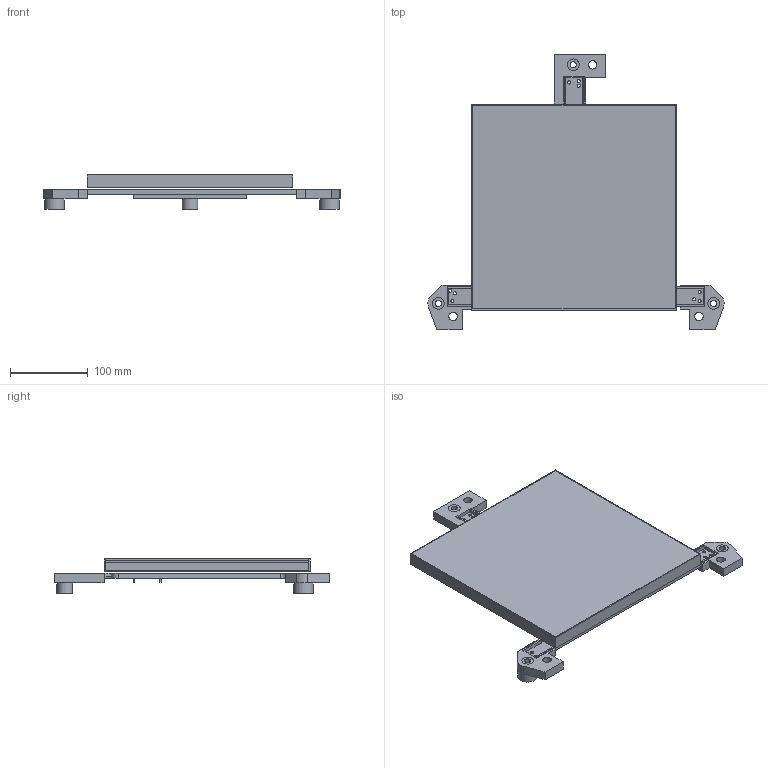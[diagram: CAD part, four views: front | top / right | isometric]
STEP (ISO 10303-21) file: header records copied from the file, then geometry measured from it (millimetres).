
FILE_DESCRIPTION(/* description */ (''),/* implementation_level */ '2;1');
FILE_NAME(/* name */ 'Bed_assm v6.step',/* time_stamp */ '2025-10-28T12:02:14-04:00',/* author */ (''),/* organization */ (''),/* preprocessor_version */ 'ST-DEVELOPER v20.1',/* originating_system */ 'Autodesk Translation Framework v14.17.0.0',/* authorisation */ '');
FILE_SCHEMA (('AUTOMOTIVE_DESIGN { 1 0 10303 214 3 1 1 }'));
Length unit declared in the file: millimetre
Products named in the file (13): Bed_assm; Bed; zplate; blocks; Component2; Component5; Component6; Component3; Component7; Component8; Component4; Component9; Component10
Assembly tree (12 placements, depth 4):
  Bed_assm
    Bed
    zplate
    blocks
      Component2
        Component5
        Component6
      Component3
        Component7
        Component8
      Component4
        Component9
        Component10
Bounding box: 380.99 x 354.25 x 44 mm (x, y, z)
Volume: 634966.8 mm3; surface area: 599318.7 mm2
Topology: 10 solids, 10 shells, 240 faces, 627 edges, 416 vertices
Faces by surface type: plane 146, cylinder 94
Full cylindrical faces by diameter (mm): 3 x20, 4 x18, 5 x4, 8 x3, 11 x3, 15 x6, 20 x1, 25 x2
Entity records: 8010 total; most frequent: DIRECTION 1347, CARTESIAN_POINT 1309, ORIENTED_EDGE 1254, EDGE_CURVE 627, AXIS2_PLACEMENT_3D 454, LINE 439, VECTOR 439, VERTEX_POINT 416
